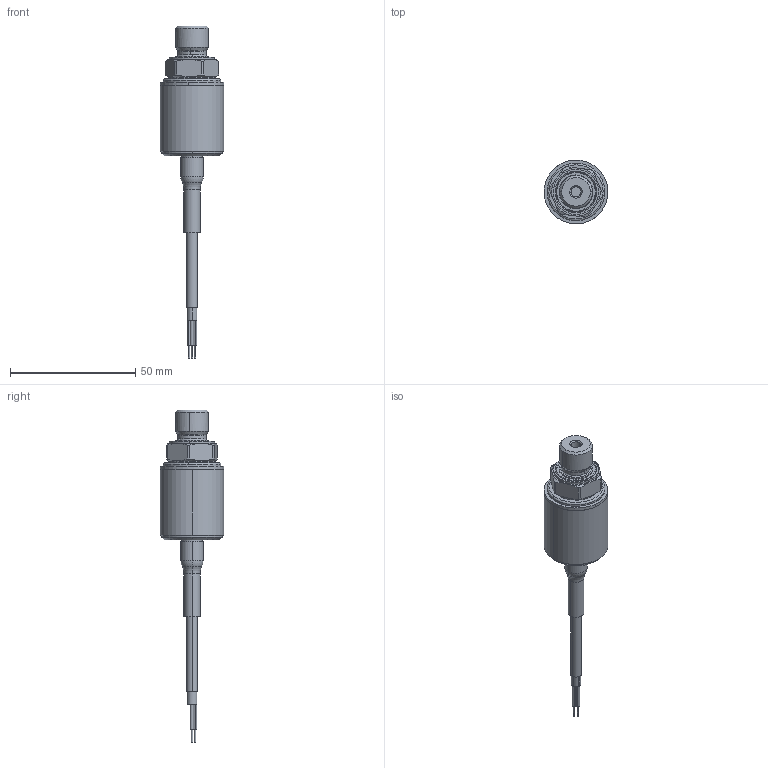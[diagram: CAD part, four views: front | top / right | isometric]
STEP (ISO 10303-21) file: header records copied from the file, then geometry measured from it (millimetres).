
FILE_DESCRIPTION(('Creo Elements/Direct Modeling STEP Export'),'2;1');
FILE_NAME('HI6200H.stp','2023-08-24T11:58:10',(''),(''),'Creo Elements/Direct Modeling STEP processor for AP214 (Solid Model)','Creo Elements/Direct Modeling 20.1B 02-Apr-2019 (C) Parametric Technology GmbH','');
FILE_SCHEMA(('AUTOMOTIVE_DESIGN { 1 0 10303 214 1 1 1 1 }'));
Length unit declared in the file: millimetre
Products named in the file (6): 7572_16-1500; p01; p01.1; p01.2; p01.3; HI6200H0350AB-LUX
Assembly tree (5 placements, depth 2):
  HI6200H0350AB-LUX
    p01.3
    p01.2
    p01.1
    p01
    7572_16-1500
Bounding box: 25.4 x 25.4 x 132.36 mm (x, y, z)
Volume: 12543.5 mm3; surface area: 13732.6 mm2
Topology: 4 solids, 5 shells, 290 faces, 697 edges, 458 vertices
Faces by surface type: cylinder 133, plane 105, cone 38, torus 12, sphere 2
Entity records: 8989 total; most frequent: CARTESIAN_POINT 1634, ORIENTED_EDGE 1386, DIRECTION 1293, EDGE_CURVE 697, AXIS2_PLACEMENT_3D 499, VERTEX_POINT 458, EDGE_LOOP 340, VECTOR 295
